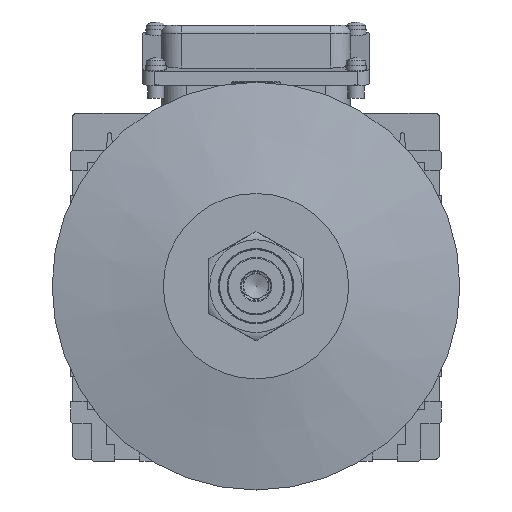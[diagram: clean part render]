
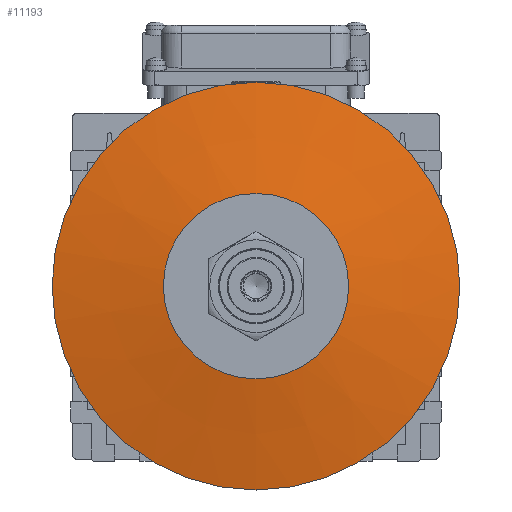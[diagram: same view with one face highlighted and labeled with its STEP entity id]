
A CAD part, front view. The second image highlights one B-rep face of the part: STEP entity #11193.
In plain terms, the highlighted conical face has half-angle 79.509 degrees and reference radius 45 mm.
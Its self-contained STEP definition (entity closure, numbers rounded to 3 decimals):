
#1408=CIRCLE('',#11851,45.);
#1411=CIRCLE('',#11855,99.);
#1842=VERTEX_POINT('',#13105);
#1843=VERTEX_POINT('',#13106);
#1844=VERTEX_POINT('',#13109);
#1847=VERTEX_POINT('',#13115);
#2840=VECTOR('',#16367,1.);
#3910=LINE('',#13129,#2840);
#5005=EDGE_CURVE('',#1842,#1843,#1408,.T.);
#5006=EDGE_CURVE('',#1843,#1842,#1408,.T.);
#5010=EDGE_CURVE('',#1847,#1844,#1411,.T.);
#5011=EDGE_CURVE('',#1844,#1847,#1411,.T.);
#5018=EDGE_CURVE('',#1847,#1843,#3910,.T.);
#6659=ORIENTED_EDGE('',*,*,#5018,.T.);
#6660=ORIENTED_EDGE('',*,*,#5005,.F.);
#6661=ORIENTED_EDGE('',*,*,#5006,.F.);
#6662=ORIENTED_EDGE('',*,*,#5018,.F.);
#6663=ORIENTED_EDGE('',*,*,#5010,.T.);
#6664=ORIENTED_EDGE('',*,*,#5011,.T.);
#9798=EDGE_LOOP('',(#6659,#6660,#6661,#6662,#6663,#6664));
#10498=FACE_BOUND('',#9798,.T.);
#11193=ADVANCED_FACE('',(#10498),#19173,.T.);
#11851=AXIS2_PLACEMENT_3D('',#13104,#16343,#16344);
#11855=AXIS2_PLACEMENT_3D('',#13114,#16352,#16353);
#11862=AXIS2_PLACEMENT_3D('',#13128,#16365,#16366);
#13104=CARTESIAN_POINT('',(0.,-126.5,0.));
#13105=CARTESIAN_POINT('',(0.,-126.5,-45.));
#13106=CARTESIAN_POINT('',(0.,-126.5,45.));
#13109=CARTESIAN_POINT('',(0.,-116.5,-99.));
#13114=CARTESIAN_POINT('',(0.,-116.5,0.));
#13115=CARTESIAN_POINT('',(0.,-116.5,99.));
#13128=CARTESIAN_POINT('',(0.,-126.5,0.));
#13129=CARTESIAN_POINT('',(0.,-117.5,93.6));
#16343=DIRECTION('',(0.,-1.,0.));
#16344=DIRECTION('',(0.,0.,-45.));
#16352=DIRECTION('',(0.,-1.,0.));
#16353=DIRECTION('',(0.,0.,-99.));
#16365=DIRECTION('',(0.,1.,0.));
#16366=DIRECTION('',(0.,0.,45.));
#16367=DIRECTION('',(0.,-0.182,-0.983));
#19173=CONICAL_SURFACE('',#11862,45.,1.388);
